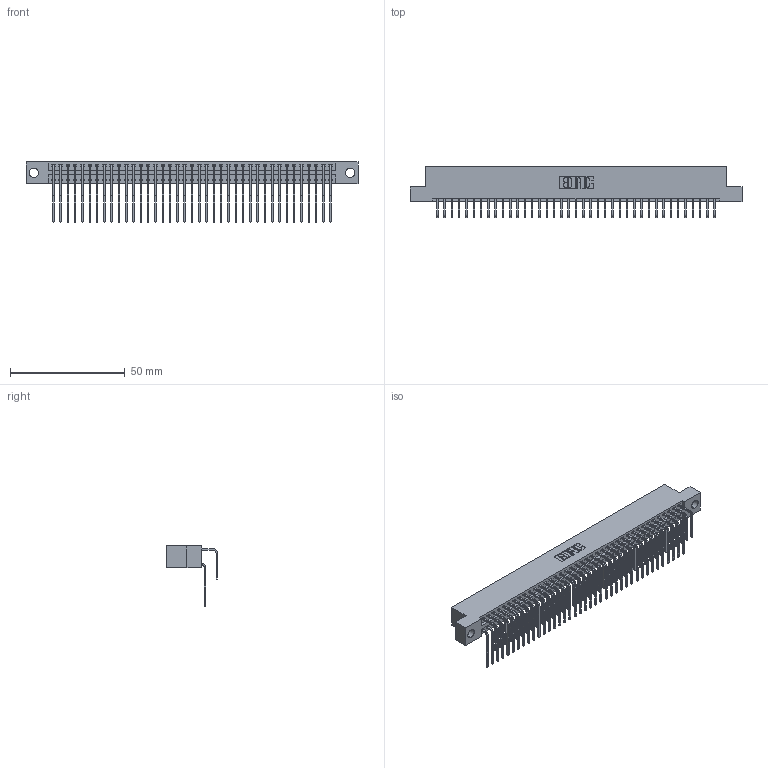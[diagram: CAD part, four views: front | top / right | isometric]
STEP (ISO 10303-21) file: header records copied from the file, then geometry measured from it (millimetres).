
FILE_DESCRIPTION (( 'STEP AP203' ), '1' );
FILE_NAME ('346-078-558-204.STEP', '2022-05-25T14:38:38', ( '' ), ( '' ), 'SwSTEP 2.0', 'SolidWorks 2020', '' );
FILE_SCHEMA (( 'CONFIG_CONTROL_DESIGN' ));
Length unit declared in the file: inch
Products named in the file (4): 346 Part_Flush Mounting Lugs - 0.156 Dia-TH; 346-078-558-204; 345-292-001_558 559 Tail - 1; 345-292-001_558 Tail - 2
Assembly tree (79 placements, depth 2):
  346-078-558-204
    346 Part_Flush Mounting Lugs - 0.156 Dia-TH
    345-292-001_558 559 Tail - 1  x39
    345-292-001_558 Tail - 2  x39
Bounding box: 144.4 x 22.16 x 26.16 mm (x, y, z)
Volume: 14401.4 mm3; surface area: 21755.1 mm2
Topology: 79 solids, 79 shells, 4348 faces, 12923 edges, 8510 vertices
Faces by surface type: plane 2976, cylinder 1372
Entity records: 28059 total; most frequent: CARTESIAN_POINT 4685, ORIENTED_EDGE 4566, DIRECTION 4151, EDGE_CURVE 2283, LINE 1955, VECTOR 1955, VERTEX_POINT 1518, AXIS2_PLACEMENT_3D 1098
